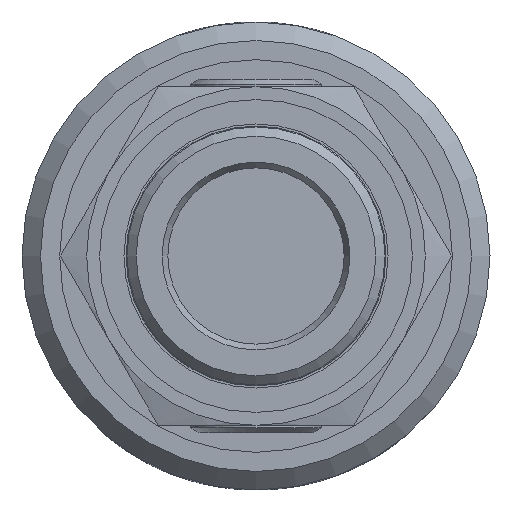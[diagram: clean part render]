
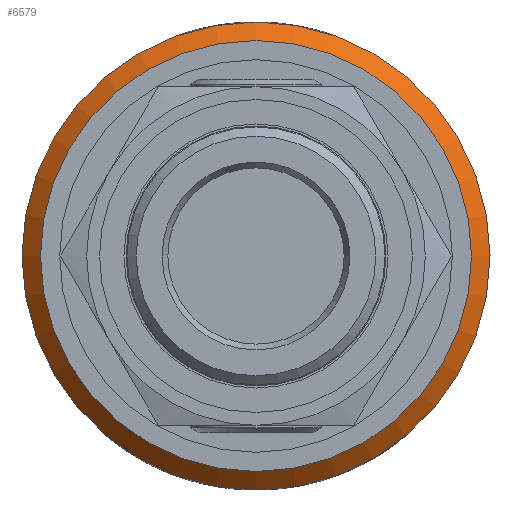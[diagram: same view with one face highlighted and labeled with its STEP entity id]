
A CAD part, left-side view. The second image highlights one B-rep face of the part: STEP entity #6579.
In plain terms, the highlighted conical face has half-angle 45 degrees and reference radius 36.5 mm.
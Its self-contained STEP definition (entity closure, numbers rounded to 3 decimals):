
#283=CONICAL_SURFACE('',#7011,36.5,0.785);
#500=CIRCLE('',#7012,38.);
#501=CIRCLE('',#7013,35.);
#741=LINE('',#9692,#1154);
#1154=VECTOR('',#7673,36.5);
#1725=FACE_OUTER_BOUND('',#2123,.T.);
#2123=EDGE_LOOP('',(#4542,#4543,#4544,#4545));
#2821=VERTEX_POINT('',#9689);
#2822=VERTEX_POINT('',#9691);
#3503=EDGE_CURVE('',#2821,#2821,#500,.T.);
#3504=EDGE_CURVE('',#2821,#2822,#741,.T.);
#3505=EDGE_CURVE('',#2822,#2822,#501,.T.);
#4542=ORIENTED_EDGE('',*,*,#3503,.T.);
#4543=ORIENTED_EDGE('',*,*,#3504,.T.);
#4544=ORIENTED_EDGE('',*,*,#3505,.T.);
#4545=ORIENTED_EDGE('',*,*,#3504,.F.);
#6579=ADVANCED_FACE('',(#1725),#283,.T.);
#7011=AXIS2_PLACEMENT_3D('',#9688,#7669,#7670);
#7012=AXIS2_PLACEMENT_3D('',#9690,#7671,#7672);
#7013=AXIS2_PLACEMENT_3D('',#9693,#7674,#7675);
#7669=DIRECTION('center_axis',(1.,0.,0.));
#7670=DIRECTION('ref_axis',(0.,-1.,0.));
#7671=DIRECTION('center_axis',(-1.,0.,0.));
#7672=DIRECTION('ref_axis',(0.,-1.,0.));
#7673=DIRECTION('',(-0.707,-0.707,0.));
#7674=DIRECTION('center_axis',(1.,0.,0.));
#7675=DIRECTION('ref_axis',(0.,-1.,0.));
#9688=CARTESIAN_POINT('Origin',(1.5,0.,0.));
#9689=CARTESIAN_POINT('',(3.,38.,0.));
#9690=CARTESIAN_POINT('Origin',(3.,0.,0.));
#9691=CARTESIAN_POINT('',(0.,35.,0.));
#9692=CARTESIAN_POINT('',(1.5,36.5,0.));
#9693=CARTESIAN_POINT('Origin',(0.,0.,0.));
